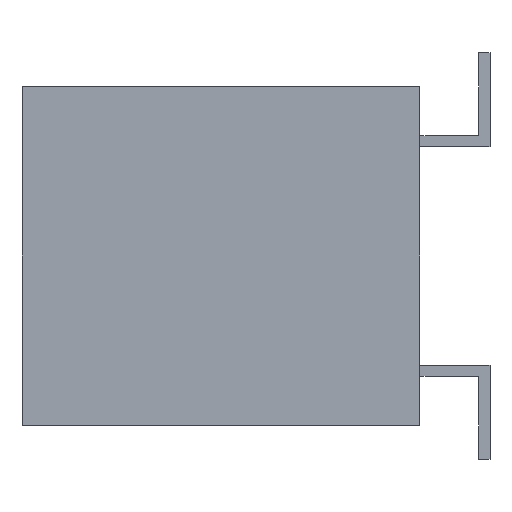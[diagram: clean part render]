
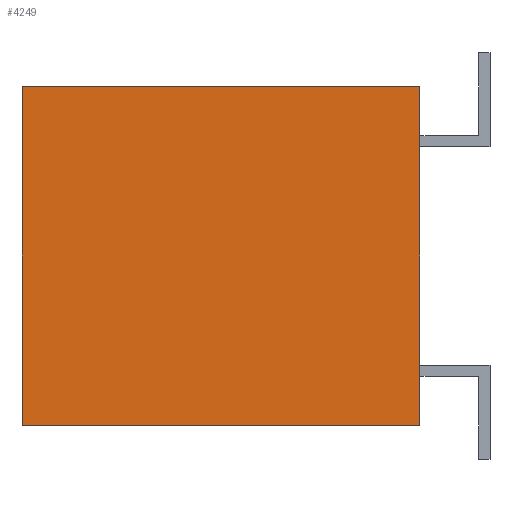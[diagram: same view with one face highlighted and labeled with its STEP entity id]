
A CAD part, left-side view. The second image highlights one B-rep face of the part: STEP entity #4249.
In plain terms, the highlighted planar face has unit normal (-1, 0, 0).
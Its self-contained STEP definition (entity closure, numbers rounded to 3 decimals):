
#41 = VECTOR ( 'NONE', #177, 1000. ) ;
#63 = ORIENTED_EDGE ( 'NONE', *, *, #4861, .T. ) ;
#177 = DIRECTION ( 'NONE',  ( 0., 0., 1. ) ) ;
#207 = CARTESIAN_POINT ( 'NONE',  ( 0., 8.8, 0. ) ) ;
#252 = VERTEX_POINT ( 'NONE', #723 ) ;
#460 = VECTOR ( 'NONE', #998, 1000. ) ;
#706 = CARTESIAN_POINT ( 'NONE',  ( 0., 8.8, -7.5 ) ) ;
#723 = CARTESIAN_POINT ( 'NONE',  ( 0., 8.8, 0. ) ) ;
#923 = ORIENTED_EDGE ( 'NONE', *, *, #2324, .F. ) ;
#981 = CARTESIAN_POINT ( 'NONE',  ( 0., 8.8, 0. ) ) ;
#994 = DIRECTION ( 'NONE',  ( 0., 0., -1. ) ) ;
#998 = DIRECTION ( 'NONE',  ( 0., 0., 1. ) ) ;
#1028 = ORIENTED_EDGE ( 'NONE', *, *, #4419, .T. ) ;
#1034 = PLANE ( 'NONE',  #1285 ) ;
#1285 = AXIS2_PLACEMENT_3D ( 'NONE', #981, #2273, #994 ) ;
#1420 = LINE ( 'NONE', #5178, #460 ) ;
#1475 = EDGE_LOOP ( 'NONE', ( #1028, #923, #2402, #63 ) ) ;
#1667 = LINE ( 'NONE', #2641, #41 ) ;
#1799 = LINE ( 'NONE', #3204, #3494 ) ;
#2235 = LINE ( 'NONE', #207, #3045 ) ;
#2273 = DIRECTION ( 'NONE',  ( 1., 0., 0. ) ) ;
#2292 = EDGE_CURVE ( 'NONE', #5244, #252, #1667, .T. ) ;
#2324 = EDGE_CURVE ( 'NONE', #252, #2585, #2235, .T. ) ;
#2402 = ORIENTED_EDGE ( 'NONE', *, *, #2292, .F. ) ;
#2585 = VERTEX_POINT ( 'NONE', #2865 ) ;
#2641 = CARTESIAN_POINT ( 'NONE',  ( 0., 8.8, 0. ) ) ;
#2865 = CARTESIAN_POINT ( 'NONE',  ( 0., 0., 0. ) ) ;
#3045 = VECTOR ( 'NONE', #3900, 1000. ) ;
#3174 = VERTEX_POINT ( 'NONE', #4489 ) ;
#3204 = CARTESIAN_POINT ( 'NONE',  ( 0., 8.8, -7.5 ) ) ;
#3494 = VECTOR ( 'NONE', #4790, 1000. ) ;
#3544 = FACE_OUTER_BOUND ( 'NONE', #1475, .T. ) ;
#3900 = DIRECTION ( 'NONE',  ( 0., -1., 0. ) ) ;
#4249 = ADVANCED_FACE ( 'NONE', ( #3544 ), #1034, .F. ) ;
#4419 = EDGE_CURVE ( 'NONE', #3174, #2585, #1420, .T. ) ;
#4489 = CARTESIAN_POINT ( 'NONE',  ( 0., 0., -7.5 ) ) ;
#4790 = DIRECTION ( 'NONE',  ( 0., -1., 0. ) ) ;
#4861 = EDGE_CURVE ( 'NONE', #5244, #3174, #1799, .T. ) ;
#5178 = CARTESIAN_POINT ( 'NONE',  ( 0., 0., 0. ) ) ;
#5244 = VERTEX_POINT ( 'NONE', #706 ) ;
